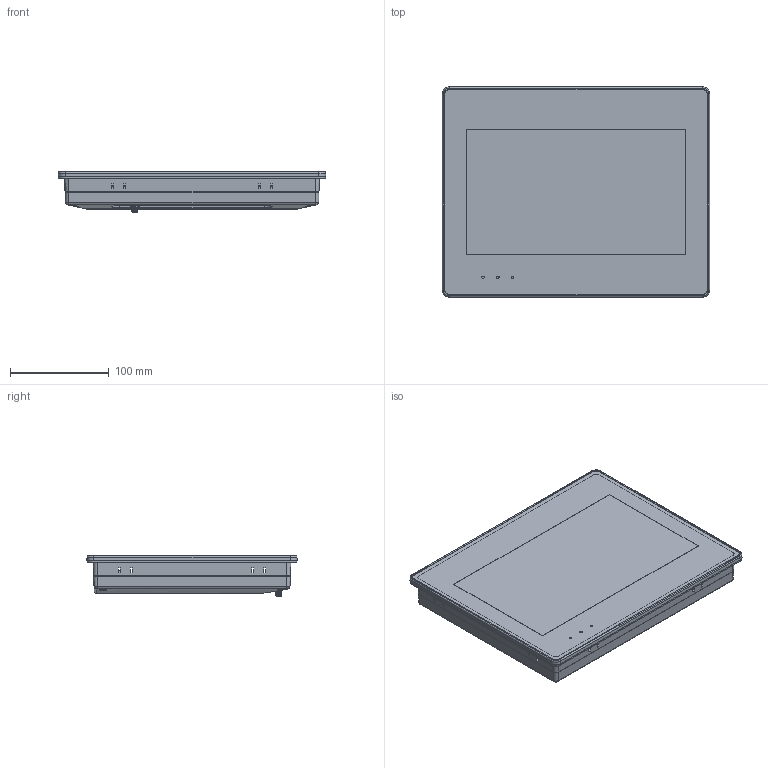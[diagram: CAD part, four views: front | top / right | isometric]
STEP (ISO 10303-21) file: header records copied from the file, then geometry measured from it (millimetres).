
FILE_DESCRIPTION((''),'2;1');
FILE_NAME('GT100E','2020-11-20T16:57:04',('Administrator'),(''),'CREO PARAMETRIC BY PTC INC, 2019164','CREO PARAMETRIC BY PTC INC, 2019164','');
FILE_SCHEMA(('CONFIG_CONTROL_DESIGN','SHAPE_APPEARANCE_LAYERS_GROUPS'));
Products named in the file (1): GT100E
Bounding box: 271 x 213 x 41.2 mm (x, y, z)
Surface area: 163505.4 mm2 (no closed solid volume)
Topology: 0 solids, 230 shells, 961 faces, 4348 edges, 3599 vertices
Faces by surface type: plane 504, bspline 270, cylinder 143, cone 26, extrusion 8, sphere 6, torus 4
Entity records: 96349 total; most frequent: CARTESIAN_POINT 66674, ORIENTED_EDGE 5863, EDGE_CURVE 4342, DIRECTION 4270, VERTEX_POINT 3599, B_SPLINE_CURVE_WITH_KNOTS 1946, VECTOR 1920, LINE 1912
